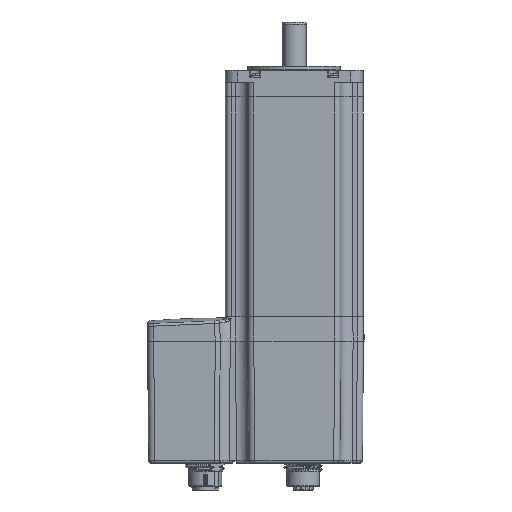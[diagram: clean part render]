
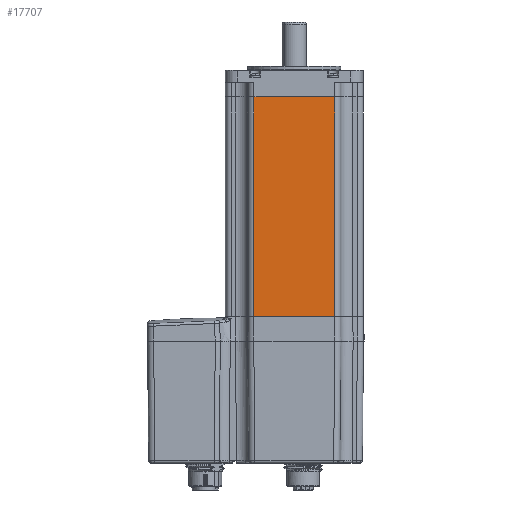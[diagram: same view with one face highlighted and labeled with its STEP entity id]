
A CAD part, front view. The second image highlights one B-rep face of the part: STEP entity #17707.
In plain terms, the highlighted planar face has unit normal (0, -1, 0).
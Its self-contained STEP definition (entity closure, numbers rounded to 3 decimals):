
#5630 = VERTEX_POINT ( 'NONE', #54355 ) ;
#6426 = LINE ( 'NONE', #23819, #46574 ) ;
#6752 = CARTESIAN_POINT ( 'NONE',  ( 44.5, -56.2, 90. ) ) ;
#7655 = ORIENTED_EDGE ( 'NONE', *, *, #56345, .T. ) ;
#9022 = VERTEX_POINT ( 'NONE', #6752 ) ;
#13104 = CARTESIAN_POINT ( 'NONE',  ( 11.5, -56.2, 90. ) ) ;
#14190 = LINE ( 'NONE', #47856, #31760 ) ;
#14292 = DIRECTION ( 'NONE',  ( -1., 0., 0. ) ) ;
#14581 = CARTESIAN_POINT ( 'NONE',  ( 11.5, -56.2, 0. ) ) ;
#15670 = EDGE_CURVE ( 'NONE', #9022, #5630, #58453, .T. ) ;
#16491 = CARTESIAN_POINT ( 'NONE',  ( 11.5, -56.2, 32. ) ) ;
#16969 = EDGE_LOOP ( 'NONE', ( #56088, #60440, #32368, #7655 ) ) ;
#17707 = ADVANCED_FACE ( 'NONE', ( #19253 ), #75530, .F. ) ;
#19253 = FACE_OUTER_BOUND ( 'NONE', #16969, .T. ) ;
#22419 = DIRECTION ( 'NONE',  ( 0., 1., 0. ) ) ;
#23167 = AXIS2_PLACEMENT_3D ( 'NONE', #16491, #22419, #63851 ) ;
#23487 = LINE ( 'NONE', #38104, #25364 ) ;
#23808 = DIRECTION ( 'NONE',  ( 0., 0., -1. ) ) ;
#23819 = CARTESIAN_POINT ( 'NONE',  ( 11.5, -56.2, 32. ) ) ;
#25364 = VECTOR ( 'NONE', #14292, 1000. ) ;
#29723 = DIRECTION ( 'NONE',  ( 0., 0., -1. ) ) ;
#31760 = VECTOR ( 'NONE', #42141, 1000. ) ;
#32368 = ORIENTED_EDGE ( 'NONE', *, *, #42206, .T. ) ;
#36642 = VERTEX_POINT ( 'NONE', #13104 ) ;
#38104 = CARTESIAN_POINT ( 'NONE',  ( 44.5, -56.2, 90. ) ) ;
#42141 = DIRECTION ( 'NONE',  ( 1., 0., 0. ) ) ;
#42206 = EDGE_CURVE ( 'NONE', #9022, #36642, #23487, .T. ) ;
#42566 = EDGE_CURVE ( 'NONE', #51493, #5630, #14190, .T. ) ;
#46574 = VECTOR ( 'NONE', #29723, 1000. ) ;
#47856 = CARTESIAN_POINT ( 'NONE',  ( 11.5, -56.2, 0. ) ) ;
#51493 = VERTEX_POINT ( 'NONE', #14581 ) ;
#54355 = CARTESIAN_POINT ( 'NONE',  ( 44.5, -56.2, 0. ) ) ;
#56088 = ORIENTED_EDGE ( 'NONE', *, *, #42566, .T. ) ;
#56345 = EDGE_CURVE ( 'NONE', #36642, #51493, #6426, .T. ) ;
#58453 = LINE ( 'NONE', #59289, #59270 ) ;
#59270 = VECTOR ( 'NONE', #23808, 1000. ) ;
#59289 = CARTESIAN_POINT ( 'NONE',  ( 44.5, -56.2, 32. ) ) ;
#60440 = ORIENTED_EDGE ( 'NONE', *, *, #15670, .F. ) ;
#63851 = DIRECTION ( 'NONE',  ( 0., 0., 1. ) ) ;
#75530 = PLANE ( 'NONE',  #23167 ) ;
